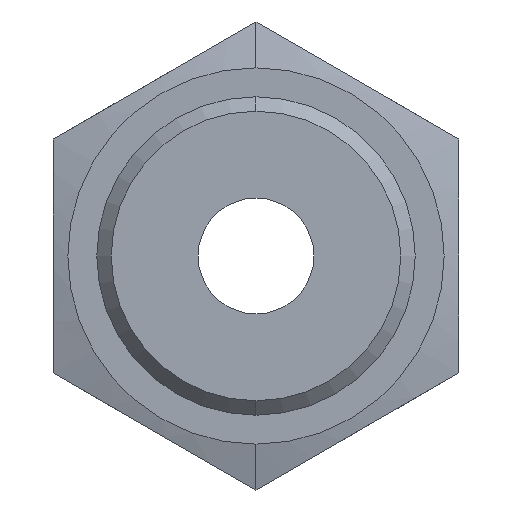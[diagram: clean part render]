
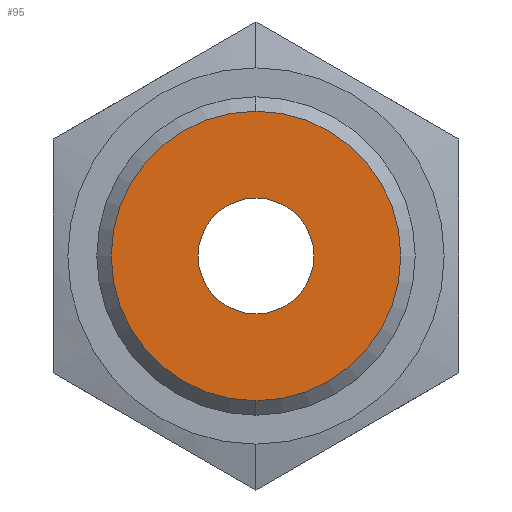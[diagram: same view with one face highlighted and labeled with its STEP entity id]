
A CAD part, front view. The second image highlights one B-rep face of the part: STEP entity #95.
In plain terms, the highlighted planar face has unit normal (0, -1, 0).
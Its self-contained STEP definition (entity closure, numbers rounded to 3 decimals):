
#95=ADVANCED_FACE('',(#200,#201),#202,.F.);
#200=FACE_OUTER_BOUND('',#311,.T.);
#201=FACE_BOUND('',#312,.T.);
#202=PLANE('',#313);
#311=EDGE_LOOP('',(#520,#521));
#312=EDGE_LOOP('',(#522,#523));
#313=AXIS2_PLACEMENT_3D('',#524,#525,#526);
#520=ORIENTED_EDGE('',*,*,#712,.T.);
#521=ORIENTED_EDGE('',*,*,#632,.T.);
#522=ORIENTED_EDGE('',*,*,#710,.T.);
#523=ORIENTED_EDGE('',*,*,#666,.T.);
#524=CARTESIAN_POINT('',(5.5,-21.5,0.0));
#525=DIRECTION('',(0.,1.0,0.0));
#526=DIRECTION('',(0.0,0.0,1.0));
#632=EDGE_CURVE('',#738,#739,#740,.T.);
#666=EDGE_CURVE('',#797,#798,#799,.T.);
#710=EDGE_CURVE('',#798,#797,#855,.T.);
#712=EDGE_CURVE('',#739,#738,#857,.T.);
#738=VERTEX_POINT('',#887);
#739=VERTEX_POINT('',#888);
#740=CIRCLE('',#889,5.0);
#797=VERTEX_POINT('',#977);
#798=VERTEX_POINT('',#978);
#799=CIRCLE('',#979,2.0);
#855=CIRCLE('',#1092,2.0);
#857=CIRCLE('',#1094,5.0);
#887=CARTESIAN_POINT('',(0.,-21.5,-5.0));
#888=CARTESIAN_POINT('',(0.,-21.5,5.0));
#889=AXIS2_PLACEMENT_3D('',#1116,#1117,#1118);
#977=CARTESIAN_POINT('',(0.,-21.5,-2.0));
#978=CARTESIAN_POINT('',(0.,-21.5,2.0));
#979=AXIS2_PLACEMENT_3D('',#1159,#1160,#1161);
#1092=AXIS2_PLACEMENT_3D('',#1206,#1207,#1208);
#1094=AXIS2_PLACEMENT_3D('',#1209,#1210,#1211);
#1116=CARTESIAN_POINT('',(0.,-21.5,0.0));
#1117=DIRECTION('',(0.,-1.0,0.0));
#1118=DIRECTION('',(0.0,0.0,1.0));
#1159=CARTESIAN_POINT('',(0.,-21.5,0.0));
#1160=DIRECTION('',(0.,1.0,0.0));
#1161=DIRECTION('',(0.0,0.0,1.0));
#1206=CARTESIAN_POINT('',(0.,-21.5,0.0));
#1207=DIRECTION('',(0.,1.0,0.0));
#1208=DIRECTION('',(0.0,0.0,1.0));
#1209=CARTESIAN_POINT('',(0.,-21.5,0.0));
#1210=DIRECTION('',(0.,-1.0,0.0));
#1211=DIRECTION('',(0.0,0.0,1.0));
